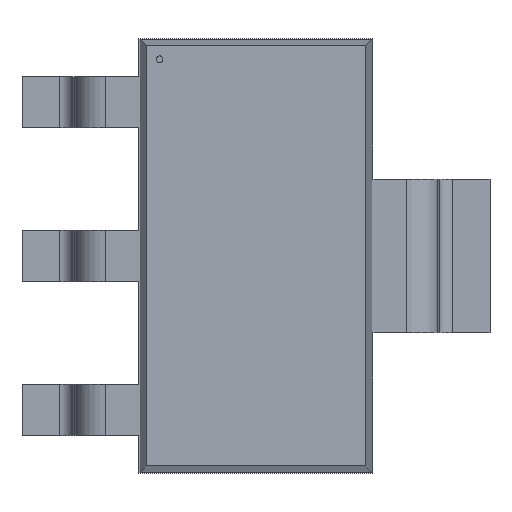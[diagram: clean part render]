
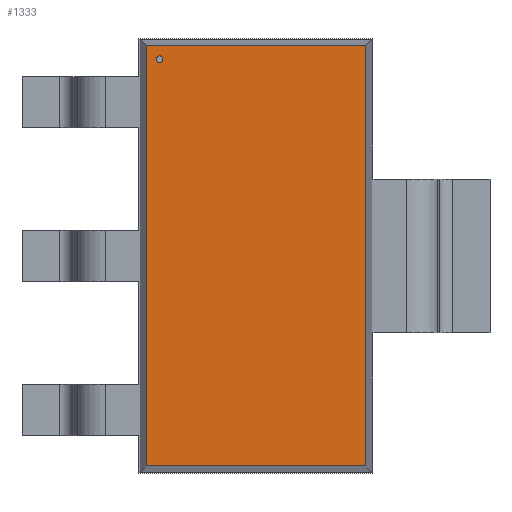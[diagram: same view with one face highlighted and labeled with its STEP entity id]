
A CAD part, top view. The second image highlights one B-rep face of the part: STEP entity #1333.
In plain terms, the highlighted planar face has unit normal (0, 0, 1).
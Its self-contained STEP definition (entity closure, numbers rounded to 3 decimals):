
#27=VECTOR('',#28,1.);
#28=DIRECTION('',(0.,-1.,0.));
#75=VECTOR('',#76,1.);
#76=DIRECTION('',(1.,0.,0.));
#82=VECTOR('',#83,1.);
#83=DIRECTION('',(0.,1.,0.));
#87=VECTOR('',#88,1.);
#88=DIRECTION('',(-1.,0.,0.));
#91=DIRECTION('',(0.,0.,-1.));
#873=VERTEX_POINT('',#874);
#874=CARTESIAN_POINT('',(1.642,3.142,1.7));
#876=ORIENTED_EDGE('',*,*,#877,.F.);
#877=EDGE_CURVE('',#878,#873,#880,.T.);
#878=VERTEX_POINT('',#879);
#879=CARTESIAN_POINT('',(1.642,-3.142,1.7));
#880=LINE('',#879,#82);
#891=VERTEX_POINT('',#892);
#892=CARTESIAN_POINT('',(-1.642,3.142,1.7));
#894=ORIENTED_EDGE('',*,*,#895,.F.);
#895=EDGE_CURVE('',#873,#891,#896,.T.);
#896=LINE('',#874,#87);
#914=VERTEX_POINT('',#915);
#915=CARTESIAN_POINT('',(-1.642,-3.142,1.7));
#917=ORIENTED_EDGE('',*,*,#918,.F.);
#918=EDGE_CURVE('',#891,#914,#919,.T.);
#919=LINE('',#892,#27);
#1187=ORIENTED_EDGE('',*,*,#1188,.F.);
#1188=EDGE_CURVE('',#914,#878,#1189,.T.);
#1189=LINE('',#915,#75);
#1333=ADVANCED_FACE('',(#1334,#1336),#1346,.F.);
#1334=FACE_BOUND('',#1335,.F.);
#1335=EDGE_LOOP('',(#917,#894,#876,#1187));
#1336=FACE_BOUND('',#1337,.F.);
#1337=EDGE_LOOP('',(#1338));
#1338=ORIENTED_EDGE('',*,*,#1339,.F.);
#1339=EDGE_CURVE('',#1340,#1340,#1342,.T.);
#1340=VERTEX_POINT('',#1341);
#1341=CARTESIAN_POINT('',(-1.442,2.892,1.7));
#1342=CIRCLE('',#1343,0.05);
#1343=AXIS2_PLACEMENT_3D('',#1344,#1345,#28);
#1344=CARTESIAN_POINT('',(-1.442,2.942,1.7));
#1345=DIRECTION('',(0.,-0.,-1.));
#1346=PLANE('',#1347);
#1347=AXIS2_PLACEMENT_3D('',#892,#91,#1348);
#1348=DIRECTION('',(0.463,-0.886,0.));
